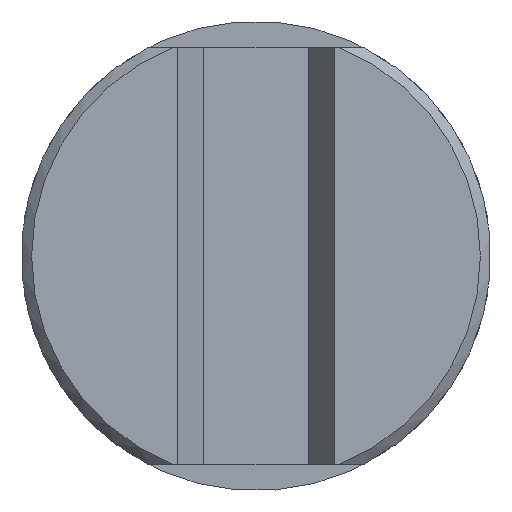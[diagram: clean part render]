
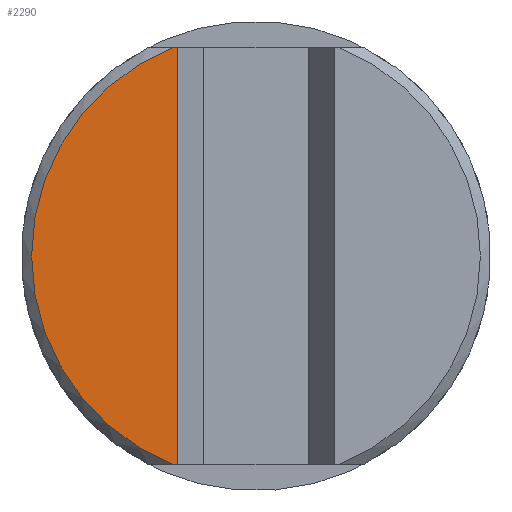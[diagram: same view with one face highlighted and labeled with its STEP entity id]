
A CAD part, front view. The second image highlights one B-rep face of the part: STEP entity #2290.
In plain terms, the highlighted planar face has unit normal (0, -1, 0).
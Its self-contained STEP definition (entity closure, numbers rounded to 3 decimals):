
#1=DIRECTION('',(1.,0.,0.));
#2=VECTOR('',#1,0.039);
#3=CARTESIAN_POINT('',(-0.789,0.,
2.));
#4=LINE('',#3,#2);
#5=DIRECTION('',(0.,0.,-1.));
#6=VECTOR('',#5,4.);
#7=CARTESIAN_POINT('',(-0.75,0.,2.));
#8=LINE('',#7,#6);
#9=DIRECTION('',(-1.,0.,0.));
#10=VECTOR('',#9,0.039);
#11=CARTESIAN_POINT('',(-0.75,0.,-2.));
#12=LINE('',#11,#10);
#25=CARTESIAN_POINT('',(0.,0.,0.));
#26=DIRECTION('',(0.,-1.,0.));
#27=DIRECTION('',(-0.367,0.,0.93));
#28=AXIS2_PLACEMENT_3D('',#25,#26,#27);
#35=CARTESIAN_POINT('',(-0.789,0.,
-2.));
#71=CARTESIAN_POINT('',(-0.789,0.,
2.));
#2207=CARTESIAN_POINT('',(-0.75,0.,2.));
#2208=CARTESIAN_POINT('',(-0.75,0.,-2.));
#2209=VERTEX_POINT('',#2207);
#2210=VERTEX_POINT('',#2208);
#2255=VERTEX_POINT('',#35);
#2258=VERTEX_POINT('',#71);
#2275=CARTESIAN_POINT('',(0.,0.,0.));
#2276=DIRECTION('',(0.,1.,0.));
#2277=DIRECTION('',(1.,0.,0.));
#2278=AXIS2_PLACEMENT_3D('',#2275,#2276,#2277);
#2279=PLANE('',#2278);
#2281=ORIENTED_EDGE('',*,*,#2280,.F.);
#2283=ORIENTED_EDGE('',*,*,#2282,.T.);
#2285=ORIENTED_EDGE('',*,*,#2284,.T.);
#2287=ORIENTED_EDGE('',*,*,#2286,.T.);
#2288=EDGE_LOOP('',(#2281,#2283,#2285,#2287));
#2289=FACE_OUTER_BOUND('',#2288,.F.);
#29=CIRCLE('',#28,2.15);
#2280=EDGE_CURVE('',#2258,#2255,#29,.T.);
#2282=EDGE_CURVE('',#2258,#2209,#4,.T.);
#2284=EDGE_CURVE('',#2209,#2210,#8,.T.);
#2286=EDGE_CURVE('',#2210,#2255,#12,.T.);
#2290=ADVANCED_FACE('',(#2289),#2279,.F.);
